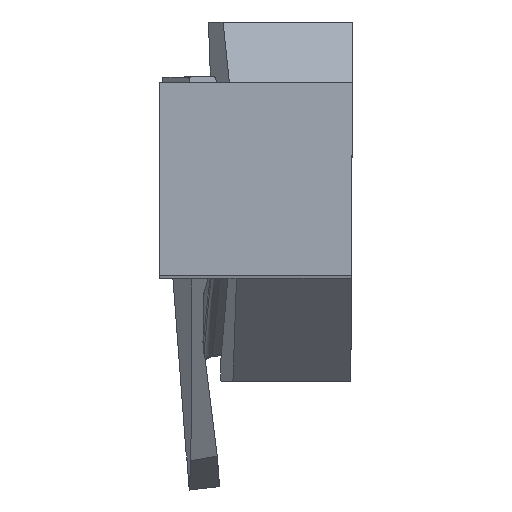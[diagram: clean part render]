
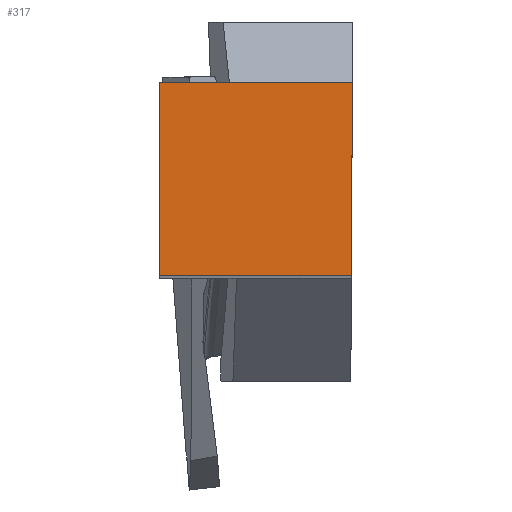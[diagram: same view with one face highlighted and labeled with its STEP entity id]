
A CAD part, top view. The second image highlights one B-rep face of the part: STEP entity #317.
In plain terms, the highlighted planar face has unit normal (0, 0, 1).
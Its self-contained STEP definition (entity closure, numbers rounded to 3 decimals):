
#317=ADVANCED_FACE('BLANK_BOXF006',(#496),#438,.T.);
#438=PLANE('',#2263);
#496=FACE_OUTER_BOUND('',#617,.T.);
#617=EDGE_LOOP('',(#783,#784,#785,#786));
#783=ORIENTED_EDGE('',*,*,#1586,.F.);
#784=ORIENTED_EDGE('',*,*,#1584,.T.);
#785=ORIENTED_EDGE('',*,*,#1587,.T.);
#786=ORIENTED_EDGE('',*,*,#1562,.F.);
#1369=VERTEX_POINT('',#3054);
#1370=VERTEX_POINT('',#3056);
#1383=VERTEX_POINT('',#3095);
#1384=VERTEX_POINT('',#3097);
#1562=EDGE_CURVE('',#1369,#1370,#1872,.T.);
#1584=EDGE_CURVE('',#1384,#1383,#1893,.T.);
#1586=EDGE_CURVE('',#1384,#1369,#1895,.T.);
#1587=EDGE_CURVE('',#1383,#1370,#1896,.T.);
#1872=LINE('',#3055,#2034);
#1893=LINE('',#3096,#2055);
#1895=LINE('',#3100,#2057);
#1896=LINE('',#3101,#2058);
#2034=VECTOR('',#2478,1.);
#2055=VECTOR('',#2511,1.);
#2057=VECTOR('',#2515,1.);
#2058=VECTOR('',#2516,1.);
#2263=AXIS2_PLACEMENT_3D('',#3102,#2517,#2518);
#2478=DIRECTION('',(-0.005,-1.,0.));
#2511=DIRECTION('',(0.,-1.,0.));
#2515=DIRECTION('',(1.,0.,0.));
#2516=DIRECTION('',(1.,0.,0.));
#2517=DIRECTION('',(0.,0.,1.));
#2518=DIRECTION('',(-1.,0.,0.));
#3054=CARTESIAN_POINT('',(0.,9.425,0.));
#3055=CARTESIAN_POINT('',(-0.076,-5.08,0.));
#3056=CARTESIAN_POINT('',(-0.049,0.,0.));
#3095=CARTESIAN_POINT('',(-9.425,0.,0.));
#3096=CARTESIAN_POINT('',(-9.425,12.525,0.));
#3097=CARTESIAN_POINT('',(-9.425,9.425,0.));
#3100=CARTESIAN_POINT('',(-19.05,9.425,0.));
#3101=CARTESIAN_POINT('',(-19.05,0.,0.));
#3102=CARTESIAN_POINT('',(-15.425,-5.,0.));
